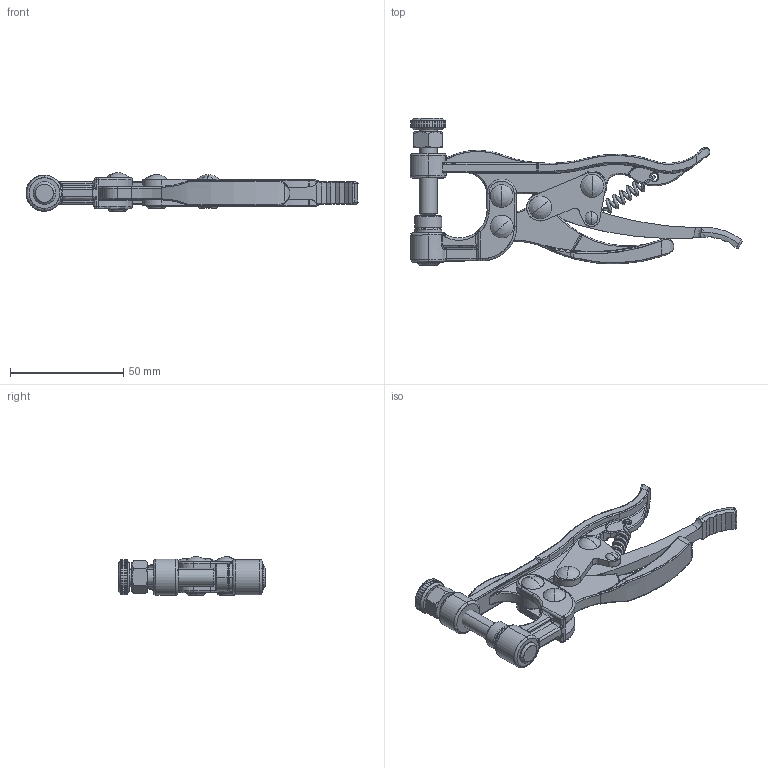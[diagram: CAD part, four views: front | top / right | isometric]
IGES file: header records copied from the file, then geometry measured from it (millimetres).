
Start section: SolidWorks IGES file using analytic representation for surfaces
Global section: file name: GH -51000.IGS; native system: SolidWorks 2008; preprocessor: SolidWorks 2008; author: D2; date: 121016.120041; units: millimetre
Bounding box: 146.73 x 65.04 x 17 mm (x, y, z)
Surface area: 25396 mm2 (no closed solid volume)
Topology: 0 solids, 0 shells, 922 faces, 8474 edges, 8418 vertices
Faces by surface type: bspline 539, revolution 383
